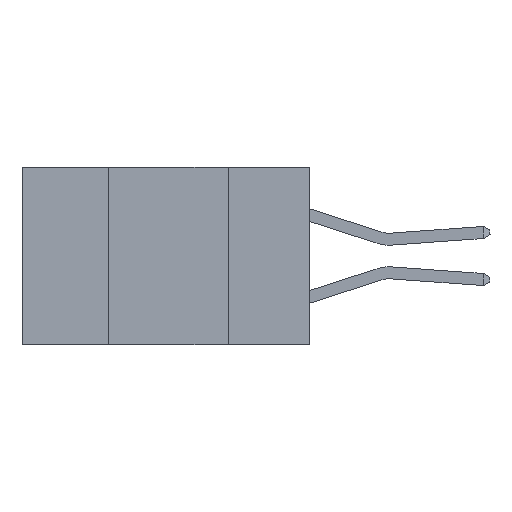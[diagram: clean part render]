
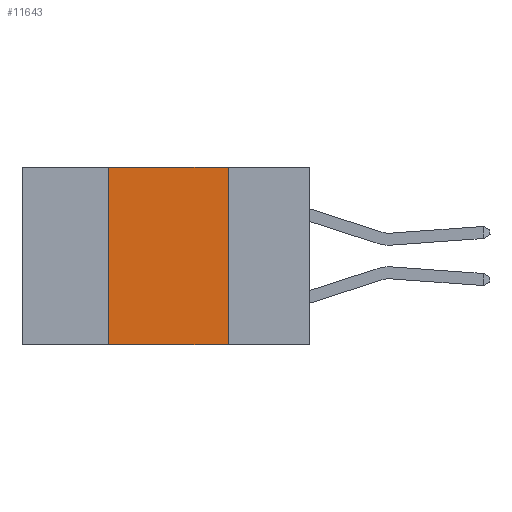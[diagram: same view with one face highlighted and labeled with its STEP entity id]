
A CAD part, left-side view. The second image highlights one B-rep face of the part: STEP entity #11643.
In plain terms, the highlighted planar face has unit normal (-1, 0, 0).
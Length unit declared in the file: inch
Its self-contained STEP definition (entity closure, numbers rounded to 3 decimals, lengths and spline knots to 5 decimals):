
#2478 = CARTESIAN_POINT ( 'NONE',  ( 0., 0.17, 0. ) ) ;
#3756 = CARTESIAN_POINT ( 'NONE',  ( 0., 0.6, 0. ) ) ;
#4345 = LINE ( 'NONE', #20758, #8134 ) ;
#4681 = LINE ( 'NONE', #8164, #20803 ) ;
#5493 = VECTOR ( 'NONE', #15557, 39.37008 ) ;
#5532 = EDGE_CURVE ( 'NONE', #12937, #9550, #19096, .T. ) ;
#6002 = LINE ( 'NONE', #3756, #5493 ) ;
#6006 = ORIENTED_EDGE ( 'NONE', *, *, #10703, .F. ) ;
#6810 = ORIENTED_EDGE ( 'NONE', *, *, #5532, .F. ) ;
#8134 = VECTOR ( 'NONE', #10670, 39.37008 ) ;
#8151 = EDGE_CURVE ( 'NONE', #14829, #9550, #4681, .T. ) ;
#8164 = CARTESIAN_POINT ( 'NONE',  ( 0., 0.6, -0.37 ) ) ;
#9026 = CARTESIAN_POINT ( 'NONE',  ( 0., 0.17, -0.37 ) ) ;
#9550 = VERTEX_POINT ( 'NONE', #10087 ) ;
#9997 = CARTESIAN_POINT ( 'NONE',  ( 0., 0.42, -0.37 ) ) ;
#10087 = CARTESIAN_POINT ( 'NONE',  ( 0., 0.17, -0.37 ) ) ;
#10224 = VECTOR ( 'NONE', #20974, 39.37008 ) ;
#10670 = DIRECTION ( 'NONE',  ( 0., 0., 1. ) ) ;
#10703 = EDGE_CURVE ( 'NONE', #14829, #18022, #4345, .T. ) ;
#11388 = ORIENTED_EDGE ( 'NONE', *, *, #8151, .T. ) ;
#11643 = ADVANCED_FACE ( 'NONE', ( #19308 ), #12288, .F. ) ;
#12010 = CARTESIAN_POINT ( 'NONE',  ( 0., 0.42, 0. ) ) ;
#12288 = PLANE ( 'NONE',  #14473 ) ;
#12937 = VERTEX_POINT ( 'NONE', #2478 ) ;
#14384 = DIRECTION ( 'NONE',  ( 0., 0., -1. ) ) ;
#14473 = AXIS2_PLACEMENT_3D ( 'NONE', #18974, #19195, #14384 ) ;
#14829 = VERTEX_POINT ( 'NONE', #9997 ) ;
#15069 = DIRECTION ( 'NONE',  ( 0., -1., 0. ) ) ;
#15557 = DIRECTION ( 'NONE',  ( 0., -1., 0. ) ) ;
#18022 = VERTEX_POINT ( 'NONE', #12010 ) ;
#18261 = EDGE_LOOP ( 'NONE', ( #6810, #21170, #6006, #11388 ) ) ;
#18974 = CARTESIAN_POINT ( 'NONE',  ( 0., 0.6, 0. ) ) ;
#19096 = LINE ( 'NONE', #9026, #10224 ) ;
#19195 = DIRECTION ( 'NONE',  ( 1., 0., 0. ) ) ;
#19308 = FACE_OUTER_BOUND ( 'NONE', #18261, .T. ) ;
#19688 = EDGE_CURVE ( 'NONE', #18022, #12937, #6002, .T. ) ;
#20758 = CARTESIAN_POINT ( 'NONE',  ( 0., 0.42, -0.37 ) ) ;
#20803 = VECTOR ( 'NONE', #15069, 39.37008 ) ;
#20974 = DIRECTION ( 'NONE',  ( 0., 0., -1. ) ) ;
#21170 = ORIENTED_EDGE ( 'NONE', *, *, #19688, .F. ) ;
